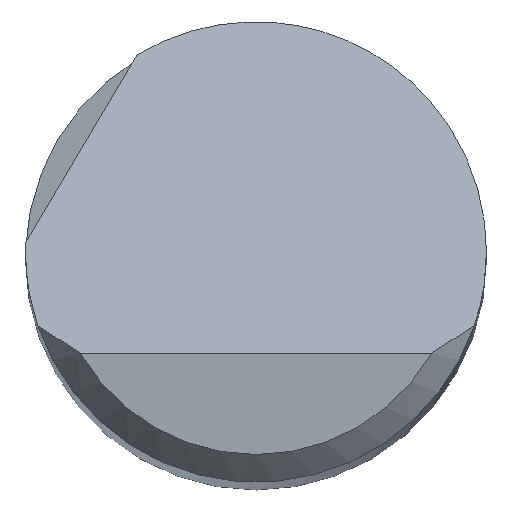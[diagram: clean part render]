
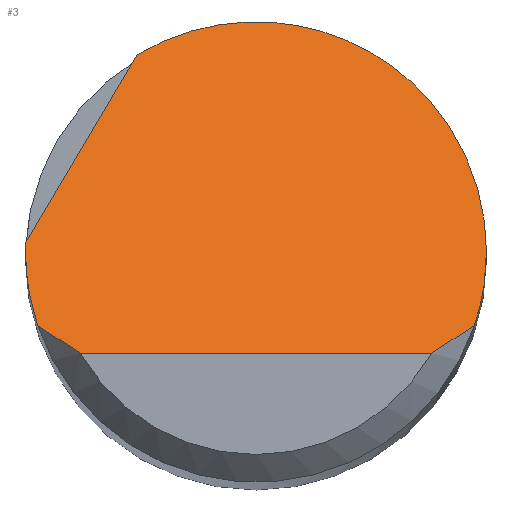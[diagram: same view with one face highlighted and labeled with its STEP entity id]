
A CAD part, top view. The second image highlights one B-rep face of the part: STEP entity #3.
In plain terms, the highlighted planar face has unit normal (0, 0.707, 0.707).
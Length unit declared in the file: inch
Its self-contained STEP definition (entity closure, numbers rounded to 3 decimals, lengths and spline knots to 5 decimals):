
#1 = CARTESIAN_POINT ( 'NONE',  ( 0., -0.055, 2.5 ) ) ;
#2 = B_SPLINE_CURVE_WITH_KNOTS ( 'NONE', 3,
 ( #7, #221, #325, #179 ),
 .UNSPECIFIED., .F., .F.,
 ( 4, 4 ),
 ( 0., 0.0008 ),
 .UNSPECIFIED. ) ;
#3 = ADVANCED_FACE ( 'NONE', ( #316 ), #242, .F. ) ;
#6 = CARTESIAN_POINT ( 'NONE',  ( -0.1249, 0.005, 2.44 ) ) ;
#7 = CARTESIAN_POINT ( 'NONE',  ( -0.11843, -0.04, 2.485 ) ) ;
#8 = EDGE_CURVE ( 'NONE', #303, #159, #132, .T. ) ;
#11 = CARTESIAN_POINT ( 'NONE',  ( -0.12279, -0.02708, 2.47208 ) ) ;
#12 = ORIENTED_EDGE ( 'NONE', *, *, #83, .F. ) ;
#15 = ORIENTED_EDGE ( 'NONE', *, *, #148, .F. ) ;
#24 = EDGE_CURVE ( 'NONE', #53, #142, #342, .T. ) ;
#26 =( BOUNDED_CURVE ( )  B_SPLINE_CURVE ( 3, ( #327, #11, #250, #145 ),
 .UNSPECIFIED., .F., .T. ) 
 B_SPLINE_CURVE_WITH_KNOTS ( ( 4, 4 ),
 ( 4.38666, 4.71239 ),
 .UNSPECIFIED. ) 
 CURVE ( )  GEOMETRIC_REPRESENTATION_ITEM ( )  RATIONAL_B_SPLINE_CURVE ( ( 1., 0.991, 0.991, 1. ) ) 
 REPRESENTATION_ITEM ( '' )  );
#33 = EDGE_LOOP ( 'NONE', ( #398, #261, #296, #332, #172, #12, #15, #318 ) ) ;
#39 = CARTESIAN_POINT ( 'NONE',  ( -0.06437, 0.10715, 2.33785 ) ) ;
#45 = CARTESIAN_POINT ( 'NONE',  ( -0.1249, 0.005, 2.44 ) ) ;
#53 = VERTEX_POINT ( 'NONE', #39 ) ;
#83 = EDGE_CURVE ( 'NONE', #266, #88, #187, .T. ) ;
#87 = CARTESIAN_POINT ( 'NONE',  ( -0.11843, -0.04, 2.485 ) ) ;
#88 = VERTEX_POINT ( 'NONE', #6 ) ;
#93 = CARTESIAN_POINT ( 'NONE',  ( 0.10339, -0.05031, 2.49531 ) ) ;
#100 = VERTEX_POINT ( 'NONE', #422 ) ;
#101 = EDGE_CURVE ( 'NONE', #290, #100, #2, .T. ) ;
#105 = DIRECTION ( 'NONE',  ( 1., 0., 0. ) ) ;
#117 = DIRECTION ( 'NONE',  ( -0.386, -0.652, 0.652 ) ) ;
#127 = DIRECTION ( 'NONE',  ( 0., -0.707, -0.707 ) ) ;
#132 = B_SPLINE_CURVE_WITH_KNOTS ( 'NONE', 3,
 ( #207, #93, #247, #271 ),
 .UNSPECIFIED., .F., .F.,
 ( 4, 4 ),
 ( 0., 0.0008 ),
 .UNSPECIFIED. ) ;
#135 = EDGE_CURVE ( 'NONE', #100, #303, #425, .T. ) ;
#142 = VERTEX_POINT ( 'NONE', #260 ) ;
#145 = CARTESIAN_POINT ( 'NONE',  ( -0.125, 0., 2.445 ) ) ;
#148 = EDGE_CURVE ( 'NONE', #290, #266, #26, .T. ) ;
#153 = CARTESIAN_POINT ( 'NONE',  ( -0.15516, -0.04606, 2.49106 ) ) ;
#154 = EDGE_CURVE ( 'NONE', #53, #88, #292, .T. ) ;
#159 = VERTEX_POINT ( 'NONE', #388 ) ;
#163 = CARTESIAN_POINT ( 'NONE',  ( 0.125, 0., 2.445 ) ) ;
#172 = ORIENTED_EDGE ( 'NONE', *, *, #154, .T. ) ;
#179 = CARTESIAN_POINT ( 'NONE',  ( -0.09526, -0.055, 2.5 ) ) ;
#187 =( BOUNDED_CURVE ( )  B_SPLINE_CURVE ( 3, ( #218, #419, #428, #45 ),
 .UNSPECIFIED., .F., .F. ) 
 B_SPLINE_CURVE_WITH_KNOTS ( ( 4, 4 ),
 ( 4.71239, 4.7524 ),
 .UNSPECIFIED. ) 
 CURVE ( )  GEOMETRIC_REPRESENTATION_ITEM ( )  RATIONAL_B_SPLINE_CURVE ( ( 1., 1., 1., 1. ) ) 
 REPRESENTATION_ITEM ( '' )  );
#207 = CARTESIAN_POINT ( 'NONE',  ( 0.09526, -0.055, 2.5 ) ) ;
#218 = CARTESIAN_POINT ( 'NONE',  ( -0.125, 0., 2.445 ) ) ;
#221 = CARTESIAN_POINT ( 'NONE',  ( -0.11107, -0.04528, 2.49028 ) ) ;
#242 = PLANE ( 'NONE',  #376 ) ;
#243 = CARTESIAN_POINT ( 'NONE',  ( -0.06437, 0.10715, 2.33785 ) ) ;
#247 = CARTESIAN_POINT ( 'NONE',  ( 0.11107, -0.04528, 2.49028 ) ) ;
#250 = CARTESIAN_POINT ( 'NONE',  ( -0.125, -0.01363, 2.45863 ) ) ;
#260 = CARTESIAN_POINT ( 'NONE',  ( 0.125, 0., 2.445 ) ) ;
#261 = ORIENTED_EDGE ( 'NONE', *, *, #8, .T. ) ;
#265 = VECTOR ( 'NONE', #105, 39.37008 ) ;
#266 = VERTEX_POINT ( 'NONE', #432 ) ;
#271 = CARTESIAN_POINT ( 'NONE',  ( 0.11843, -0.04, 2.485 ) ) ;
#275 = CARTESIAN_POINT ( 'NONE',  ( 0.125, 0., 2.445 ) ) ;
#278 = CARTESIAN_POINT ( 'NONE',  ( 0.0296, 0.1636, 2.2814 ) ) ;
#290 = VERTEX_POINT ( 'NONE', #87 ) ;
#292 = LINE ( 'NONE', #153, #441 ) ;
#296 = ORIENTED_EDGE ( 'NONE', *, *, #361, .F. ) ;
#303 = VERTEX_POINT ( 'NONE', #364 ) ;
#316 = FACE_OUTER_BOUND ( 'NONE', #33, .T. ) ;
#318 = ORIENTED_EDGE ( 'NONE', *, *, #101, .T. ) ;
#325 = CARTESIAN_POINT ( 'NONE',  ( -0.10339, -0.05031, 2.49531 ) ) ;
#327 = CARTESIAN_POINT ( 'NONE',  ( -0.11843, -0.04, 2.485 ) ) ;
#332 = ORIENTED_EDGE ( 'NONE', *, *, #24, .F. ) ;
#339 = CARTESIAN_POINT ( 'NONE',  ( 0.125, 0.10961, 2.33539 ) ) ;
#342 =( BOUNDED_CURVE ( )  B_SPLINE_CURVE ( 3, ( #243, #278, #339, #163 ),
 .UNSPECIFIED., .F., .F. ) 
 B_SPLINE_CURVE_WITH_KNOTS ( ( 4, 4 ),
 ( 5.74227, 7.85398 ),
 .UNSPECIFIED. ) 
 CURVE ( )  GEOMETRIC_REPRESENTATION_ITEM ( )  RATIONAL_B_SPLINE_CURVE ( ( 1., 0.662, 0.662, 1. ) ) 
 REPRESENTATION_ITEM ( '' )  );
#346 =( BOUNDED_CURVE ( )  B_SPLINE_CURVE ( 3, ( #275, #445, #416, #410 ),
 .UNSPECIFIED., .F., .T. ) 
 B_SPLINE_CURVE_WITH_KNOTS ( ( 4, 4 ),
 ( 1.5708, 1.89653 ),
 .UNSPECIFIED. ) 
 CURVE ( )  GEOMETRIC_REPRESENTATION_ITEM ( )  RATIONAL_B_SPLINE_CURVE ( ( 1., 0.991, 0.991, 1. ) ) 
 REPRESENTATION_ITEM ( '' )  );
#361 = EDGE_CURVE ( 'NONE', #142, #159, #346, .T. ) ;
#364 = CARTESIAN_POINT ( 'NONE',  ( 0.09526, -0.055, 2.5 ) ) ;
#376 = AXIS2_PLACEMENT_3D ( 'NONE', #383, #127, #448 ) ;
#383 = CARTESIAN_POINT ( 'NONE',  ( -0.125, -0.055, 2.5 ) ) ;
#388 = CARTESIAN_POINT ( 'NONE',  ( 0.11843, -0.04, 2.485 ) ) ;
#398 = ORIENTED_EDGE ( 'NONE', *, *, #135, .T. ) ;
#410 = CARTESIAN_POINT ( 'NONE',  ( 0.11843, -0.04, 2.485 ) ) ;
#416 = CARTESIAN_POINT ( 'NONE',  ( 0.12279, -0.02708, 2.47208 ) ) ;
#419 = CARTESIAN_POINT ( 'NONE',  ( -0.125, 0.00167, 2.44333 ) ) ;
#422 = CARTESIAN_POINT ( 'NONE',  ( -0.09526, -0.055, 2.5 ) ) ;
#425 = LINE ( 'NONE', #1, #265 ) ;
#428 = CARTESIAN_POINT ( 'NONE',  ( -0.12497, 0.00333, 2.44167 ) ) ;
#432 = CARTESIAN_POINT ( 'NONE',  ( -0.125, 0., 2.445 ) ) ;
#441 = VECTOR ( 'NONE', #117, 39.37008 ) ;
#445 = CARTESIAN_POINT ( 'NONE',  ( 0.125, -0.01363, 2.45863 ) ) ;
#448 = DIRECTION ( 'NONE',  ( 0., 0.707, -0.707 ) ) ;
